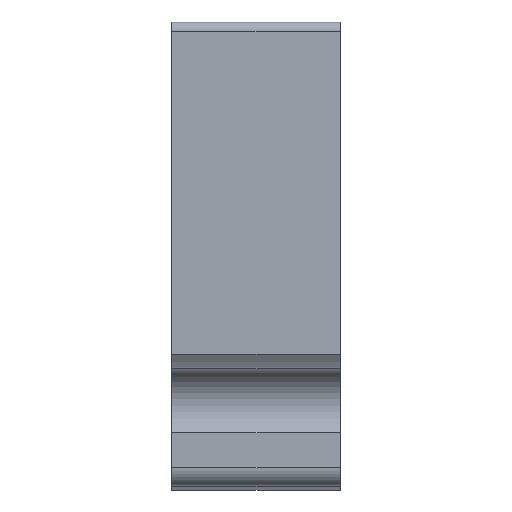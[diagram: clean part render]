
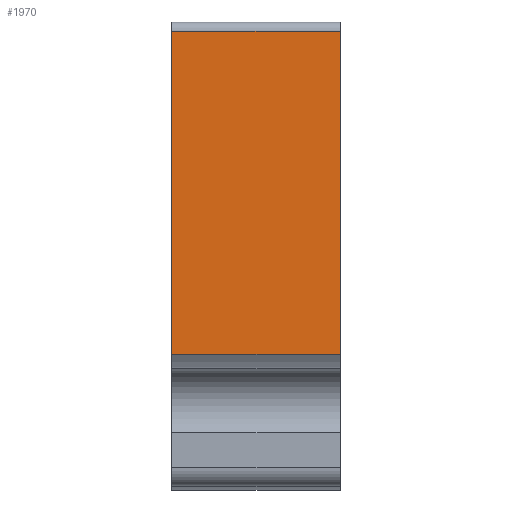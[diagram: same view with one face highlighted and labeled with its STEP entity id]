
A CAD part, left-side view. The second image highlights one B-rep face of the part: STEP entity #1970.
In plain terms, the highlighted planar face has unit normal (-1, 0, 0).
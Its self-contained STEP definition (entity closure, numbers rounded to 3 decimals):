
#91=PLANE('',#2171);
#188=LINE('',#3121,#368);
#258=LINE('',#3301,#438);
#263=LINE('',#3317,#443);
#265=LINE('',#3320,#445);
#368=VECTOR('',#2500,10.);
#438=VECTOR('',#2666,10.);
#443=VECTOR('',#2683,10.);
#445=VECTOR('',#2687,10.);
#548=FACE_OUTER_BOUND('',#660,.T.);
#660=EDGE_LOOP('',(#1666,#1667,#1668,#1669));
#874=VERTEX_POINT('',#3118);
#875=VERTEX_POINT('',#3120);
#936=VERTEX_POINT('',#3298);
#937=VERTEX_POINT('',#3300);
#1098=EDGE_CURVE('',#874,#875,#188,.T.);
#1190=EDGE_CURVE('',#936,#937,#258,.T.);
#1198=EDGE_CURVE('',#937,#874,#263,.T.);
#1200=EDGE_CURVE('',#936,#875,#265,.T.);
#1666=ORIENTED_EDGE('',*,*,#1198,.F.);
#1667=ORIENTED_EDGE('',*,*,#1190,.F.);
#1668=ORIENTED_EDGE('',*,*,#1200,.T.);
#1669=ORIENTED_EDGE('',*,*,#1098,.F.);
#1970=ADVANCED_FACE('',(#548),#91,.T.);
#2171=AXIS2_PLACEMENT_3D('',#3319,#2685,#2686);
#2500=DIRECTION('',(0.,0.,-1.));
#2666=DIRECTION('',(0.,0.,1.));
#2683=DIRECTION('',(0.,-1.,0.));
#2685=DIRECTION('center_axis',(-1.,0.,0.));
#2686=DIRECTION('ref_axis',(0.,0.,
-1.));
#2687=DIRECTION('',(0.,-1.,0.));
#3118=CARTESIAN_POINT('',(-13.524,-5.815,11.719));
#3120=CARTESIAN_POINT('',(-13.524,-5.815,-5.538));
#3121=CARTESIAN_POINT('',(-13.524,-5.815,-12.781));
#3298=CARTESIAN_POINT('',(-13.524,3.185,-5.538));
#3300=CARTESIAN_POINT('',(-13.524,3.185,11.719));
#3301=CARTESIAN_POINT('',(-13.524,3.185,-12.781));
#3317=CARTESIAN_POINT('',(-13.524,-1.315,11.719));
#3319=CARTESIAN_POINT('Origin',(-13.524,-1.315,12.219));
#3320=CARTESIAN_POINT('',(-13.524,-5.815,-5.538));
